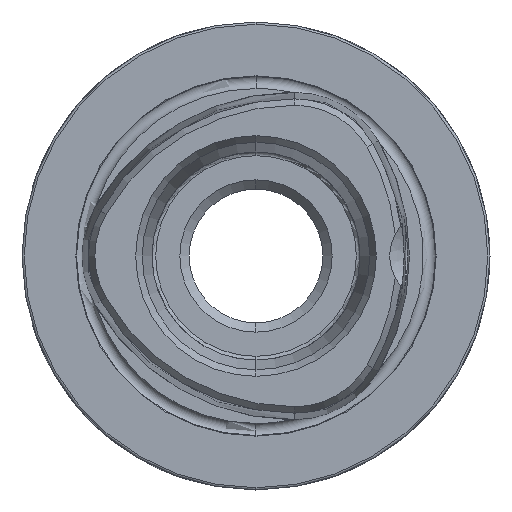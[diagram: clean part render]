
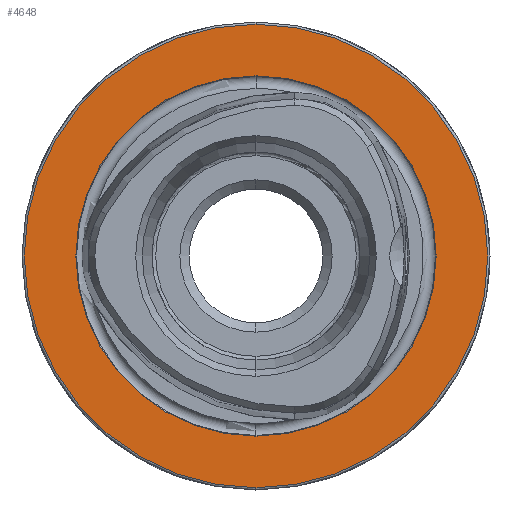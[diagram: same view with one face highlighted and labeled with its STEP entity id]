
A CAD part, left-side view. The second image highlights one B-rep face of the part: STEP entity #4648.
In plain terms, the highlighted planar face has unit normal (-1, 0, 0).
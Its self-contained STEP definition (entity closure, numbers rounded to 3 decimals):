
#20 = AXIS2_PLACEMENT_3D ( 'NONE', #390, #396, #397 ) ;
#38 = AXIS2_PLACEMENT_3D ( 'NONE', #5071, #5073, #5075 ) ;
#40 = AXIS2_PLACEMENT_3D ( 'NONE', #5161, #5163, #5165 ) ;
#101 = AXIS2_PLACEMENT_3D ( 'NONE', #2605, #2606, #2607 ) ;
#102 = AXIS2_PLACEMENT_3D ( 'NONE', #2610, #2611, #2612 ) ;
#390 = CARTESIAN_POINT ( 'NONE',  ( 0., 24.25, 0. ) ) ;
#391 = PLANE ( 'NONE',  #20 ) ;
#396 = DIRECTION ( 'NONE',  ( 1., 0., 0. ) ) ;
#397 = DIRECTION ( 'NONE',  ( 0., 0., -1. ) ) ;
#1352 = CIRCLE ( 'NONE', #38, 24.25 ) ;
#1361 = FACE_OUTER_BOUND ( 'NONE', #6856, .T. ) ;
#1367 = FACE_BOUND ( 'NONE', #6871, .T. ) ;
#1370 = CIRCLE ( 'NONE', #40, 31.2 ) ;
#2605 = CARTESIAN_POINT ( 'NONE',  ( 0., 0., 0. ) ) ;
#2606 = DIRECTION ( 'NONE',  ( -1., 0., 0. ) ) ;
#2607 = DIRECTION ( 'NONE',  ( 0., 0., 1. ) ) ;
#2610 = CARTESIAN_POINT ( 'NONE',  ( 0., 0., 0. ) ) ;
#2611 = DIRECTION ( 'NONE',  ( -1., 0., 0. ) ) ;
#2612 = DIRECTION ( 'NONE',  ( 0., 0., 1. ) ) ;
#2778 = VERTEX_POINT ( 'NONE', #6398 ) ;
#2781 = VERTEX_POINT ( 'NONE', #6401 ) ;
#2798 = VERTEX_POINT ( 'NONE', #6418 ) ;
#2820 = VERTEX_POINT ( 'NONE', #6440 ) ;
#3897 = CIRCLE ( 'NONE', #101, 31.2 ) ;
#3920 = CIRCLE ( 'NONE', #102, 24.25 ) ;
#4206 = ORIENTED_EDGE ( 'NONE', *, *, #6222, .T. ) ;
#4207 = ORIENTED_EDGE ( 'NONE', *, *, #6089, .T. ) ;
#4208 = ORIENTED_EDGE ( 'NONE', *, *, #6082, .F. ) ;
#4209 = ORIENTED_EDGE ( 'NONE', *, *, #6223, .F. ) ;
#4648 = ADVANCED_FACE ( 'NONE', ( #1367, #1361 ), #391, .F. ) ;
#5071 = CARTESIAN_POINT ( 'NONE',  ( 0., 0., 0. ) ) ;
#5073 = DIRECTION ( 'NONE',  ( -1., 0., 0. ) ) ;
#5075 = DIRECTION ( 'NONE',  ( 0., 0., 1. ) ) ;
#5161 = CARTESIAN_POINT ( 'NONE',  ( 0., 0., 0. ) ) ;
#5163 = DIRECTION ( 'NONE',  ( -1., 0., 0. ) ) ;
#5165 = DIRECTION ( 'NONE',  ( 0., 0., 1. ) ) ;
#6082 = EDGE_CURVE ( 'NONE', #2778, #2798, #1352, .T. ) ;
#6089 = EDGE_CURVE ( 'NONE', #2781, #2820, #1370, .T. ) ;
#6222 = EDGE_CURVE ( 'NONE', #2820, #2781, #3897, .T. ) ;
#6223 = EDGE_CURVE ( 'NONE', #2798, #2778, #3920, .T. ) ;
#6398 = CARTESIAN_POINT ( 'NONE',  ( 0., 0., -24.25 ) ) ;
#6401 = CARTESIAN_POINT ( 'NONE',  ( 0., 0., 31.2 ) ) ;
#6418 = CARTESIAN_POINT ( 'NONE',  ( 0., 0., 24.25 ) ) ;
#6440 = CARTESIAN_POINT ( 'NONE',  ( 0., 0., -31.2 ) ) ;
#6856 = EDGE_LOOP ( 'NONE', ( #4207, #4206 ) ) ;
#6871 = EDGE_LOOP ( 'NONE', ( #4209, #4208 ) ) ;
